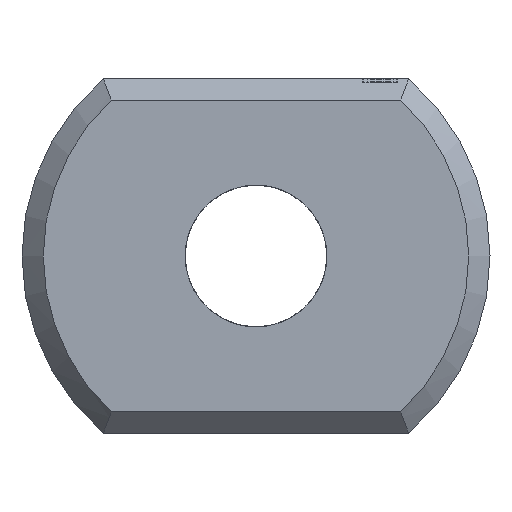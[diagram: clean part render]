
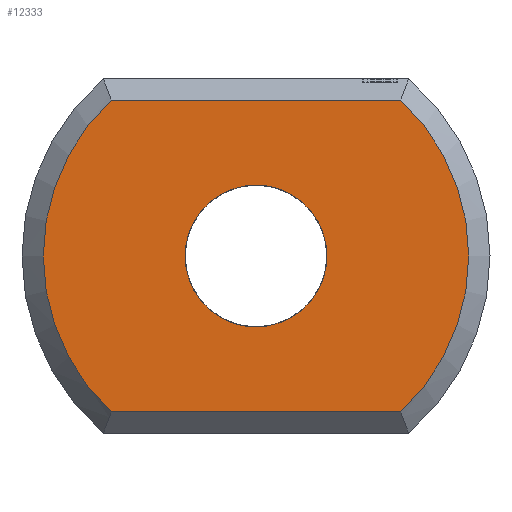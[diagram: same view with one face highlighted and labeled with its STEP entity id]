
A CAD part, left-side view. The second image highlights one B-rep face of the part: STEP entity #12333.
In plain terms, the highlighted planar face has unit normal (-1, 0, 0).
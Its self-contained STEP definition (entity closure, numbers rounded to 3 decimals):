
#298 = PLANE('',#299);
#299 = AXIS2_PLACEMENT_3D('',#300,#301,#302);
#300 = CARTESIAN_POINT('',(0.15,-2.154,-2.35));
#301 = DIRECTION('',(-0.707,0.,-0.707));
#302 = DIRECTION('',(0.,-1.,0.));
#725 = CONICAL_SURFACE('',#726,3.3,0.785);
#726 = AXIS2_PLACEMENT_3D('',#727,#728,#729);
#727 = CARTESIAN_POINT('',(0.3,0.,0.));
#728 = DIRECTION('',(1.,0.,0.));
#729 = DIRECTION('',(0.,0.653,-0.758));
#872 = CONICAL_SURFACE('',#873,3.3,0.785);
#873 = AXIS2_PLACEMENT_3D('',#874,#875,#876);
#874 = CARTESIAN_POINT('',(0.3,0.,0.));
#875 = DIRECTION('',(1.,0.,0.));
#876 = DIRECTION('',(0.,-0.653,0.758));
#909 = VERTEX_POINT('',#910);
#910 = CARTESIAN_POINT('',(0.,-2.04,-2.2));
#937 = VERTEX_POINT('',#938);
#938 = CARTESIAN_POINT('',(0.,2.04,-2.2));
#963 = EDGE_CURVE('',#909,#937,#964,.T.);
#964 = SURFACE_CURVE('',#965,(#969,#976),.PCURVE_S1.);
#965 = LINE('',#966,#967);
#966 = CARTESIAN_POINT('',(0.,-2.154,-2.2));
#967 = VECTOR('',#968,1.);
#968 = DIRECTION('',(0.,1.,0.));
#969 = PCURVE('',#298,#970);
#970 = DEFINITIONAL_REPRESENTATION('',(#971),#975);
#971 = LINE('',#972,#973);
#972 = CARTESIAN_POINT('',(0.,0.212));
#973 = VECTOR('',#974,1.);
#974 = DIRECTION('',(-1.,0.));
#975 = ( GEOMETRIC_REPRESENTATION_CONTEXT(2) 
PARAMETRIC_REPRESENTATION_CONTEXT() REPRESENTATION_CONTEXT('2D SPACE',''
  ) );
#976 = PCURVE('',#977,#982);
#977 = PLANE('',#978);
#978 = AXIS2_PLACEMENT_3D('',#979,#980,#981);
#979 = CARTESIAN_POINT('',(0.,0.,
    0.));
#980 = DIRECTION('',(1.,0.,0.));
#981 = DIRECTION('',(0.,0.,1.));
#982 = DEFINITIONAL_REPRESENTATION('',(#983),#987);
#983 = LINE('',#984,#985);
#984 = CARTESIAN_POINT('',(-2.2,2.154));
#985 = VECTOR('',#986,1.);
#986 = DIRECTION('',(0.,-1.));
#987 = ( GEOMETRIC_REPRESENTATION_CONTEXT(2) 
PARAMETRIC_REPRESENTATION_CONTEXT() REPRESENTATION_CONTEXT('2D SPACE',''
  ) );
#1763 = PLANE('',#1764);
#1764 = AXIS2_PLACEMENT_3D('',#1765,#1766,#1767);
#1765 = CARTESIAN_POINT('',(0.15,-2.154,2.35));
#1766 = DIRECTION('',(0.707,0.,-0.707
    ));
#1767 = DIRECTION('',(0.,-1.,0.));
#12120 = VERTEX_POINT('',#12121);
#12121 = CARTESIAN_POINT('',(0.,2.04,2.2));
#12146 = EDGE_CURVE('',#937,#12120,#12147,.T.);
#12147 = SURFACE_CURVE('',#12148,(#12153,#12160),.PCURVE_S1.);
#12148 = CIRCLE('',#12149,3.);
#12149 = AXIS2_PLACEMENT_3D('',#12150,#12151,#12152);
#12150 = CARTESIAN_POINT('',(0.,0.,
    0.));
#12151 = DIRECTION('',(1.,0.,0.));
#12152 = DIRECTION('',(0.,0.653,-0.758)
  );
#12153 = PCURVE('',#725,#12154);
#12154 = DEFINITIONAL_REPRESENTATION('',(#12155),#12159);
#12155 = LINE('',#12156,#12157);
#12156 = CARTESIAN_POINT('',(0.,-0.3));
#12157 = VECTOR('',#12158,1.);
#12158 = DIRECTION('',(1.,-0.));
#12159 = ( GEOMETRIC_REPRESENTATION_CONTEXT(2) 
PARAMETRIC_REPRESENTATION_CONTEXT() REPRESENTATION_CONTEXT('2D SPACE',''
  ) );
#12160 = PCURVE('',#977,#12161);
#12161 = DEFINITIONAL_REPRESENTATION('',(#12162),#12166);
#12162 = CIRCLE('',#12163,3.);
#12163 = AXIS2_PLACEMENT_2D('',#12164,#12165);
#12164 = CARTESIAN_POINT('',(0.,0.));
#12165 = DIRECTION('',(-0.758,-0.653));
#12166 = ( GEOMETRIC_REPRESENTATION_CONTEXT(2) 
PARAMETRIC_REPRESENTATION_CONTEXT() REPRESENTATION_CONTEXT('2D SPACE',''
  ) );
#12284 = VERTEX_POINT('',#12285);
#12285 = CARTESIAN_POINT('',(0.,-2.04,2.2));
#12312 = EDGE_CURVE('',#12284,#909,#12313,.T.);
#12313 = SURFACE_CURVE('',#12314,(#12319,#12326),.PCURVE_S1.);
#12314 = CIRCLE('',#12315,3.);
#12315 = AXIS2_PLACEMENT_3D('',#12316,#12317,#12318);
#12316 = CARTESIAN_POINT('',(0.,0.,
    0.));
#12317 = DIRECTION('',(1.,0.,0.));
#12318 = DIRECTION('',(0.,-0.653,0.758)
  );
#12319 = PCURVE('',#872,#12320);
#12320 = DEFINITIONAL_REPRESENTATION('',(#12321),#12325);
#12321 = LINE('',#12322,#12323);
#12322 = CARTESIAN_POINT('',(0.,-0.3));
#12323 = VECTOR('',#12324,1.);
#12324 = DIRECTION('',(1.,-0.));
#12325 = ( GEOMETRIC_REPRESENTATION_CONTEXT(2) 
PARAMETRIC_REPRESENTATION_CONTEXT() REPRESENTATION_CONTEXT('2D SPACE',''
  ) );
#12326 = PCURVE('',#977,#12327);
#12327 = DEFINITIONAL_REPRESENTATION('',(#12328),#12332);
#12328 = CIRCLE('',#12329,3.);
#12329 = AXIS2_PLACEMENT_2D('',#12330,#12331);
#12330 = CARTESIAN_POINT('',(0.,0.));
#12331 = DIRECTION('',(0.758,0.653));
#12332 = ( GEOMETRIC_REPRESENTATION_CONTEXT(2) 
PARAMETRIC_REPRESENTATION_CONTEXT() REPRESENTATION_CONTEXT('2D SPACE',''
  ) );
#12333 = ADVANCED_FACE('',(#12334,#12360),#977,.F.);
#12334 = FACE_BOUND('',#12335,.F.);
#12335 = EDGE_LOOP('',(#12336,#12337,#12358,#12359));
#12336 = ORIENTED_EDGE('',*,*,#12146,.T.);
#12337 = ORIENTED_EDGE('',*,*,#12338,.F.);
#12338 = EDGE_CURVE('',#12284,#12120,#12339,.T.);
#12339 = SURFACE_CURVE('',#12340,(#12344,#12351),.PCURVE_S1.);
#12340 = LINE('',#12341,#12342);
#12341 = CARTESIAN_POINT('',(0.,-2.154,2.2));
#12342 = VECTOR('',#12343,1.);
#12343 = DIRECTION('',(0.,1.,0.));
#12344 = PCURVE('',#977,#12345);
#12345 = DEFINITIONAL_REPRESENTATION('',(#12346),#12350);
#12346 = LINE('',#12347,#12348);
#12347 = CARTESIAN_POINT('',(2.2,2.154));
#12348 = VECTOR('',#12349,1.);
#12349 = DIRECTION('',(0.,-1.));
#12350 = ( GEOMETRIC_REPRESENTATION_CONTEXT(2) 
PARAMETRIC_REPRESENTATION_CONTEXT() REPRESENTATION_CONTEXT('2D SPACE',''
  ) );
#12351 = PCURVE('',#1763,#12352);
#12352 = DEFINITIONAL_REPRESENTATION('',(#12353),#12357);
#12353 = LINE('',#12354,#12355);
#12354 = CARTESIAN_POINT('',(0.,0.212));
#12355 = VECTOR('',#12356,1.);
#12356 = DIRECTION('',(-1.,0.));
#12357 = ( GEOMETRIC_REPRESENTATION_CONTEXT(2) 
PARAMETRIC_REPRESENTATION_CONTEXT() REPRESENTATION_CONTEXT('2D SPACE',''
  ) );
#12358 = ORIENTED_EDGE('',*,*,#12312,.T.);
#12359 = ORIENTED_EDGE('',*,*,#963,.T.);
#12360 = FACE_BOUND('',#12361,.T.);
#12361 = EDGE_LOOP('',(#12362));
#12362 = ORIENTED_EDGE('',*,*,#12363,.T.);
#12363 = EDGE_CURVE('',#12364,#12364,#12366,.T.);
#12364 = VERTEX_POINT('',#12365);
#12365 = CARTESIAN_POINT('',(0.,1.,0.));
#12366 = SURFACE_CURVE('',#12367,(#12372,#12379),.PCURVE_S1.);
#12367 = CIRCLE('',#12368,1.);
#12368 = AXIS2_PLACEMENT_3D('',#12369,#12370,#12371);
#12369 = CARTESIAN_POINT('',(0.,0.,0.));
#12370 = DIRECTION('',(1.,0.,0.));
#12371 = DIRECTION('',(0.,1.,0.));
#12372 = PCURVE('',#977,#12373);
#12373 = DEFINITIONAL_REPRESENTATION('',(#12374),#12378);
#12374 = CIRCLE('',#12375,1.);
#12375 = AXIS2_PLACEMENT_2D('',#12376,#12377);
#12376 = CARTESIAN_POINT('',(0.,0.));
#12377 = DIRECTION('',(0.,-1.));
#12378 = ( GEOMETRIC_REPRESENTATION_CONTEXT(2) 
PARAMETRIC_REPRESENTATION_CONTEXT() REPRESENTATION_CONTEXT('2D SPACE',''
  ) );
#12379 = PCURVE('',#12380,#12385);
#12380 = CYLINDRICAL_SURFACE('',#12381,1.);
#12381 = AXIS2_PLACEMENT_3D('',#12382,#12383,#12384);
#12382 = CARTESIAN_POINT('',(0.,0.,0.));
#12383 = DIRECTION('',(-1.,0.,0.));
#12384 = DIRECTION('',(0.,1.,0.));
#12385 = DEFINITIONAL_REPRESENTATION('',(#12386),#12390);
#12386 = LINE('',#12387,#12388);
#12387 = CARTESIAN_POINT('',(-0.,0.));
#12388 = VECTOR('',#12389,1.);
#12389 = DIRECTION('',(-1.,0.));
#12390 = ( GEOMETRIC_REPRESENTATION_CONTEXT(2) 
PARAMETRIC_REPRESENTATION_CONTEXT() REPRESENTATION_CONTEXT('2D SPACE',''
  ) );
